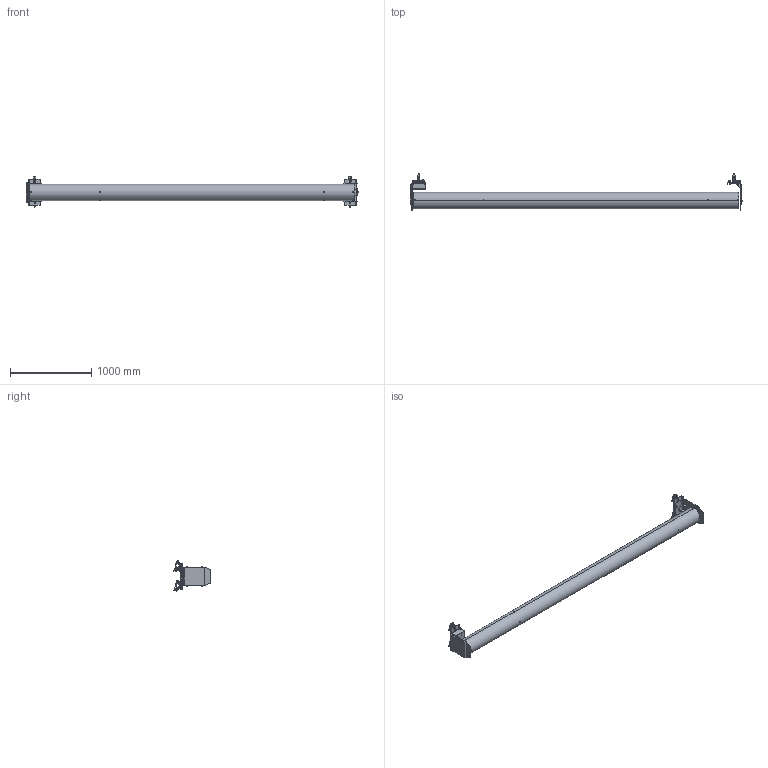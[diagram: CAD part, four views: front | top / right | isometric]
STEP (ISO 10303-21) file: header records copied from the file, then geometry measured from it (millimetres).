
FILE_DESCRIPTION (( 'STEP AP214' ), '1' );
FILE_NAME ('249.001.001_Rolldown 4m.STEP', '2019-04-11T11:30:43', ( '' ), ( '' ), 'SwSTEP 2.0', 'SolidWorks 2018', '' );
FILE_SCHEMA (( 'AUTOMOTIVE_DESIGN' ));
Length unit declared in the file: millimetre
Products named in the file (1): 249.001.001_Rolldown 4m
Bounding box: 4086.6 x 461.1 x 374.19 mm (x, y, z)
Surface area: 3710841.1 mm2 (no closed solid volume)
Topology: 0 solids, 180 shells, 771 faces, 3553 edges, 2860 vertices
Faces by surface type: plane 335, cylinder 254, bspline 99, torus 40, cone 33, sphere 10
Entity records: 61328 total; most frequent: CARTESIAN_POINT 25498, DIRECTION 5418, ORIENTED_EDGE 4699, EDGE_CURVE 3515, VERTEX_POINT 2851, AXIS2_PLACEMENT_3D 1907, VECTOR 1604, LINE 1604
